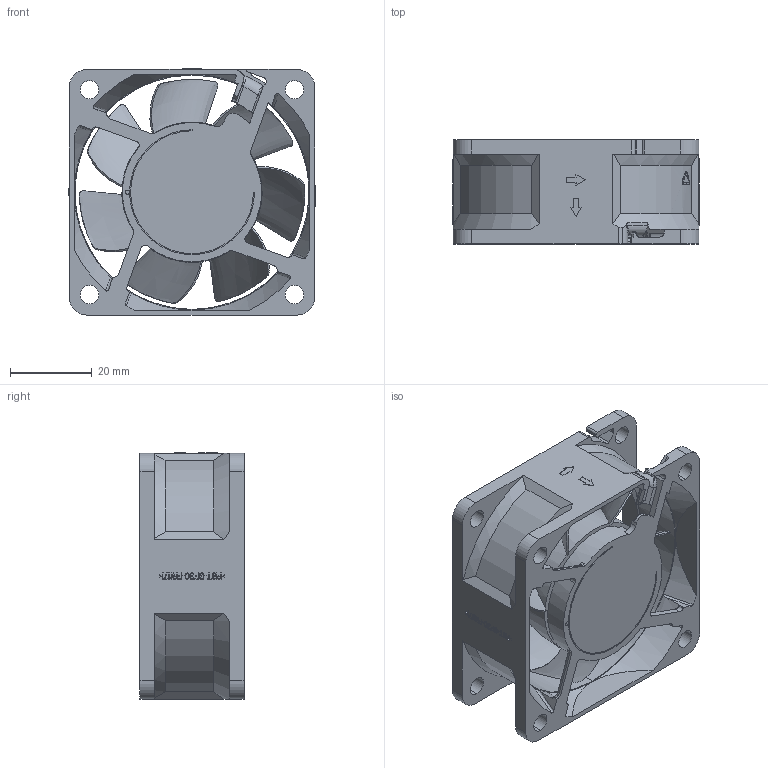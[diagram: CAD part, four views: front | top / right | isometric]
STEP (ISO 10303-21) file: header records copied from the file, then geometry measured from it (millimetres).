
FILE_DESCRIPTION((''),'2;1');
FILE_NAME('QFR6025_FLANGE_ASM','2022-01-11T13:30:24',('FONG.CHEN'),(''),'CREO PARAMETRIC BY PTC INC, 2020454','CREO PARAMETRIC BY PTC INC, 2020454','');
FILE_SCHEMA(('CONFIG_CONTROL_DESIGN'));
Length unit declared in the file: millimetre
Products named in the file (3): FLANGE_TYPE; QFR6025IMP_F; QFR6025_FLANGE_ASM
Assembly tree (2 placements, depth 2):
  QFR6025_FLANGE_ASM
    FLANGE_TYPE
    QFR6025IMP_F
Bounding box: 60.47 x 25.51 x 60.37 mm (x, y, z)
Volume: 33376.9 mm3; surface area: 23125.1 mm2
Topology: 2 solids, 2 shells, 853 faces, 2396 edges, 1580 vertices
Faces by surface type: plane 607, cylinder 128, bspline 81, cone 24, torus 10, revolution 2, sphere 1
Entity records: 34813 total; most frequent: CARTESIAN_POINT 13284, ORIENTED_EDGE 4790, DIRECTION 3935, EDGE_CURVE 2395, VECTOR 1763, LINE 1763, VERTEX_POINT 1580, AXIS2_PLACEMENT_3D 1085
